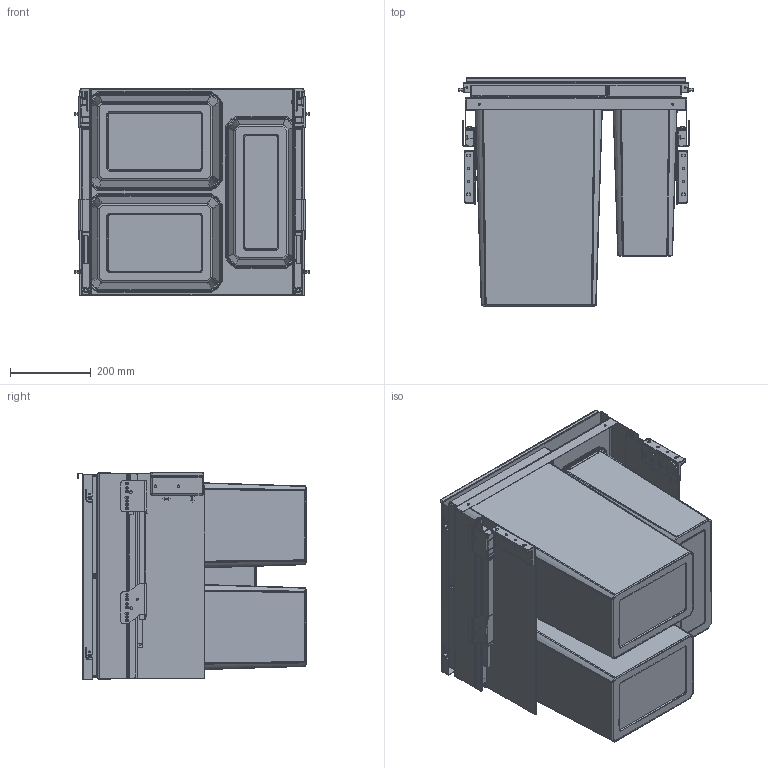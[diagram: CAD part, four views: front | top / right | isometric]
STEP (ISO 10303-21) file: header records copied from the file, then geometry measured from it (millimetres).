
FILE_DESCRIPTION(('STEP AP214'),'1');
FILE_NAME('8012391_V Cox Clan 500_600-3.STP','2024-08-14T07:43:59',(' '),(' '),'Spatial InterOp 3D',' ',' ');
FILE_SCHEMA(('AUTOMOTIVE_DESIGN { 1 0 10303 214 1 1 1 1 }'));
Length unit declared in the file: millimetre
Products named in the file (1): 3D-Objekt
Bounding box: 584 x 567 x 516 mm (x, y, z)
Volume: 6182277.4 mm3; surface area: 5308210.7 mm2
Topology: 27 solids, 29 shells, 3741 faces, 9802 edges, 6218 vertices
Faces by surface type: plane 2189, cylinder 998, torus 188, cone 158, bspline 152, sphere 56
Entity records: 152600 total; most frequent: CARTESIAN_POINT 29995, ORIENTED_EDGE 19604, DIRECTION 18632, EDGE_CURVE 9802, LINE 6592, VECTOR 6592, VERTEX_POINT 6218, AXIS2_PLACEMENT_3D 6020
